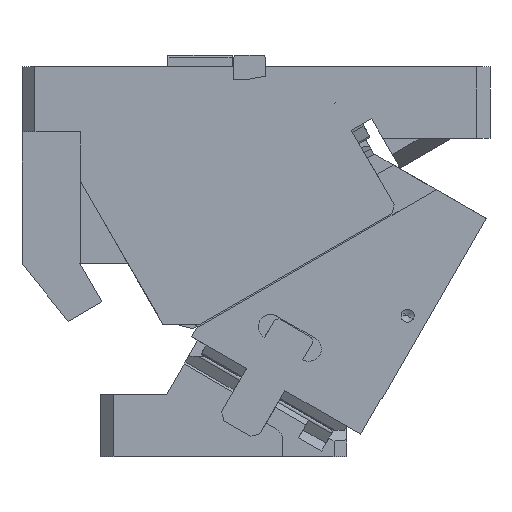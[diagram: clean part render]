
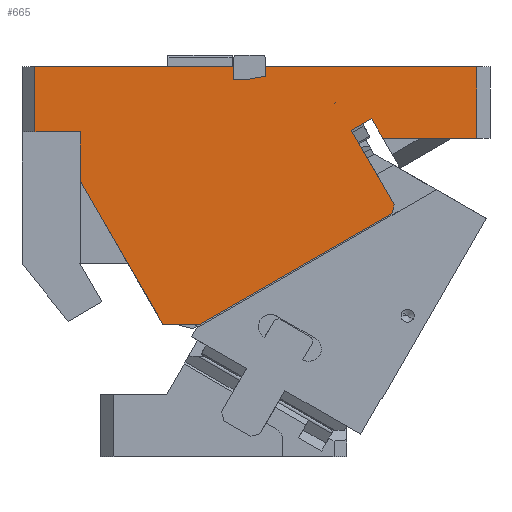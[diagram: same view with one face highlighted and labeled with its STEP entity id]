
A CAD part, front view. The second image highlights one B-rep face of the part: STEP entity #665.
In plain terms, the highlighted planar face has unit normal (0, -1, 0).
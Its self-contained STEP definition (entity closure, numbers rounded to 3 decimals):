
#255=CARTESIAN_POINT('Line Origine',(-275.,-110.,135.929)) ;
#259=CARTESIAN_POINT('Vertex',(-275.,-110.,116.859)) ;
#261=CARTESIAN_POINT('Vertex',(-275.,-110.,155.)) ;
#446=CARTESIAN_POINT('Vertex',(-211.668,-110.,7.165)) ;
#449=CARTESIAN_POINT('Line Origine',(-243.334,-110.,62.012)) ;
#496=CARTESIAN_POINT('Axis2P3D Location',(40.,-110.,155.)) ;
#501=CARTESIAN_POINT('Line Origine',(-108.957,-110.,49.585)) ;
#505=CARTESIAN_POINT('Vertex',(-182.431,-110.,7.165)) ;
#507=CARTESIAN_POINT('Vertex',(-35.484,-110.,92.005)) ;
#510=CARTESIAN_POINT('Line Origine',(-34.569,-110.,95.42)) ;
#514=CARTESIAN_POINT('Vertex',(-33.654,-110.,98.835)) ;
#517=CARTESIAN_POINT('Line Origine',(-50.216,-110.,127.522)) ;
#521=CARTESIAN_POINT('Vertex',(-66.779,-110.,156.209)) ;
#524=CARTESIAN_POINT('Line Origine',(-58.985,-110.,160.709)) ;
#528=CARTESIAN_POINT('Vertex',(-51.19,-110.,165.209)) ;
#531=CARTESIAN_POINT('Line Origine',(-46.8,-110.,157.605)) ;
#535=CARTESIAN_POINT('Vertex',(-42.409,-110.,150.)) ;
#538=CARTESIAN_POINT('Line Origine',(-6.205,-110.,150.)) ;
#542=CARTESIAN_POINT('Vertex',(30.,-110.,150.)) ;
#545=CARTESIAN_POINT('Line Origine',(30.,-110.,177.5)) ;
#549=CARTESIAN_POINT('Vertex',(30.,-110.,205.)) ;
#552=CARTESIAN_POINT('Line Origine',(-51.25,-110.,205.)) ;
#556=CARTESIAN_POINT('Vertex',(-132.5,-110.,205.)) ;
#559=CARTESIAN_POINT('Line Origine',(-132.5,-110.,201.408)) ;
#563=CARTESIAN_POINT('Vertex',(-132.5,-110.,197.817)) ;
#566=CARTESIAN_POINT('Line Origine',(-139.491,-110.,196.584)) ;
#570=CARTESIAN_POINT('Vertex',(-146.483,-110.,195.351)) ;
#573=CARTESIAN_POINT('Line Origine',(-146.787,-110.,195.176)) ;
#577=CARTESIAN_POINT('Vertex',(-147.091,-110.,195.)) ;
#580=CARTESIAN_POINT('Line Origine',(-152.295,-110.,195.)) ;
#584=CARTESIAN_POINT('Vertex',(-157.5,-110.,195.)) ;
#587=CARTESIAN_POINT('Line Origine',(-157.5,-110.,200.)) ;
#591=CARTESIAN_POINT('Vertex',(-157.5,-110.,205.)) ;
#594=CARTESIAN_POINT('Line Origine',(-233.75,-110.,205.)) ;
#598=CARTESIAN_POINT('Vertex',(-310.,-110.,205.)) ;
#601=CARTESIAN_POINT('Line Origine',(-310.,-110.,180.)) ;
#605=CARTESIAN_POINT('Vertex',(-310.,-110.,155.)) ;
#608=CARTESIAN_POINT('Line Origine',(-292.5,-110.,155.)) ;
#613=CARTESIAN_POINT('Line Origine',(-197.049,-110.,7.165)) ;
#639=CARTESIAN_POINT('Line Origine',(-79.12,-110.,177.085)) ;
#643=CARTESIAN_POINT('Vertex',(-79.337,-110.,176.96)) ;
#645=CARTESIAN_POINT('Vertex',(-78.904,-110.,177.21)) ;
#648=CARTESIAN_POINT('Line Origine',(-79.245,-110.,177.302)) ;
#652=CARTESIAN_POINT('Vertex',(-79.154,-110.,177.643)) ;
#655=CARTESIAN_POINT('Line Origine',(-79.029,-110.,177.427)) ;
#256=DIRECTION('Vector Direction',(0.,0.,1.)) ;
#450=DIRECTION('Vector Direction',(-0.5,0.,0.866)) ;
#497=DIRECTION('Axis2P3D Direction',(0.,1.,0.)) ;
#498=DIRECTION('Axis2P3D XDirection',(-1.,0.,0.)) ;
#502=DIRECTION('Vector Direction',(0.866,0.,0.5)) ;
#511=DIRECTION('Vector Direction',(0.259,0.,0.966)) ;
#518=DIRECTION('Vector Direction',(0.5,0.,-0.866)) ;
#525=DIRECTION('Vector Direction',(-0.866,0.,-0.5)) ;
#532=DIRECTION('Vector Direction',(0.5,0.,-0.866)) ;
#539=DIRECTION('Vector Direction',(1.,0.,0.)) ;
#546=DIRECTION('Vector Direction',(0.,0.,1.)) ;
#553=DIRECTION('Vector Direction',(-1.,0.,0.)) ;
#560=DIRECTION('Vector Direction',(0.,0.,-1.)) ;
#567=DIRECTION('Vector Direction',(0.985,0.,0.174)) ;
#574=DIRECTION('Vector Direction',(0.866,0.,0.5)) ;
#581=DIRECTION('Vector Direction',(1.,0.,0.)) ;
#588=DIRECTION('Vector Direction',(0.,0.,1.)) ;
#595=DIRECTION('Vector Direction',(-1.,0.,0.)) ;
#602=DIRECTION('Vector Direction',(0.,0.,-1.)) ;
#609=DIRECTION('Vector Direction',(1.,0.,0.)) ;
#614=DIRECTION('Vector Direction',(-1.,0.,0.)) ;
#640=DIRECTION('Vector Direction',(0.866,0.,0.5)) ;
#649=DIRECTION('Vector Direction',(-0.259,0.,-0.966)) ;
#656=DIRECTION('Vector Direction',(-0.5,0.,0.866)) ;
#499=AXIS2_PLACEMENT_3D('Plane Axis2P3D',#496,#497,#498) ;
#619=ORIENTED_EDGE('',*,*,#509,.T.) ;
#620=ORIENTED_EDGE('',*,*,#516,.T.) ;
#621=ORIENTED_EDGE('',*,*,#523,.F.) ;
#622=ORIENTED_EDGE('',*,*,#530,.F.) ;
#623=ORIENTED_EDGE('',*,*,#537,.T.) ;
#624=ORIENTED_EDGE('',*,*,#544,.T.) ;
#625=ORIENTED_EDGE('',*,*,#551,.T.) ;
#626=ORIENTED_EDGE('',*,*,#558,.T.) ;
#627=ORIENTED_EDGE('',*,*,#565,.T.) ;
#628=ORIENTED_EDGE('',*,*,#572,.F.) ;
#629=ORIENTED_EDGE('',*,*,#579,.F.) ;
#630=ORIENTED_EDGE('',*,*,#586,.F.) ;
#631=ORIENTED_EDGE('',*,*,#593,.T.) ;
#632=ORIENTED_EDGE('',*,*,#600,.T.) ;
#633=ORIENTED_EDGE('',*,*,#607,.T.) ;
#634=ORIENTED_EDGE('',*,*,#612,.T.) ;
#635=ORIENTED_EDGE('',*,*,#263,.F.) ;
#636=ORIENTED_EDGE('',*,*,#453,.F.) ;
#637=ORIENTED_EDGE('',*,*,#617,.F.) ;
#661=ORIENTED_EDGE('',*,*,#647,.F.) ;
#662=ORIENTED_EDGE('',*,*,#654,.F.) ;
#663=ORIENTED_EDGE('',*,*,#659,.F.) ;
#664=FACE_BOUND('',#660,.T.) ;
#257=VECTOR('Line Direction',#256,1.) ;
#451=VECTOR('Line Direction',#450,1.) ;
#503=VECTOR('Line Direction',#502,1.) ;
#512=VECTOR('Line Direction',#511,1.) ;
#519=VECTOR('Line Direction',#518,1.) ;
#526=VECTOR('Line Direction',#525,1.) ;
#533=VECTOR('Line Direction',#532,1.) ;
#540=VECTOR('Line Direction',#539,1.) ;
#547=VECTOR('Line Direction',#546,1.) ;
#554=VECTOR('Line Direction',#553,1.) ;
#561=VECTOR('Line Direction',#560,1.) ;
#568=VECTOR('Line Direction',#567,1.) ;
#575=VECTOR('Line Direction',#574,1.) ;
#582=VECTOR('Line Direction',#581,1.) ;
#589=VECTOR('Line Direction',#588,1.) ;
#596=VECTOR('Line Direction',#595,1.) ;
#603=VECTOR('Line Direction',#602,1.) ;
#610=VECTOR('Line Direction',#609,1.) ;
#615=VECTOR('Line Direction',#614,1.) ;
#641=VECTOR('Line Direction',#640,1.) ;
#650=VECTOR('Line Direction',#649,1.) ;
#657=VECTOR('Line Direction',#656,1.) ;
#665=ADVANCED_FACE('CAM HOLDER',(#638,#664),#500,.F.) ;
#263=EDGE_CURVE('',#260,#262,#258,.T.) ;
#453=EDGE_CURVE('',#447,#260,#452,.T.) ;
#509=EDGE_CURVE('',#506,#508,#504,.T.) ;
#516=EDGE_CURVE('',#508,#515,#513,.T.) ;
#523=EDGE_CURVE('',#522,#515,#520,.T.) ;
#530=EDGE_CURVE('',#529,#522,#527,.T.) ;
#537=EDGE_CURVE('',#529,#536,#534,.T.) ;
#544=EDGE_CURVE('',#536,#543,#541,.T.) ;
#551=EDGE_CURVE('',#543,#550,#548,.T.) ;
#558=EDGE_CURVE('',#550,#557,#555,.T.) ;
#565=EDGE_CURVE('',#557,#564,#562,.T.) ;
#572=EDGE_CURVE('',#571,#564,#569,.T.) ;
#579=EDGE_CURVE('',#578,#571,#576,.T.) ;
#586=EDGE_CURVE('',#585,#578,#583,.T.) ;
#593=EDGE_CURVE('',#585,#592,#590,.T.) ;
#600=EDGE_CURVE('',#592,#599,#597,.T.) ;
#607=EDGE_CURVE('',#599,#606,#604,.T.) ;
#612=EDGE_CURVE('',#606,#262,#611,.T.) ;
#617=EDGE_CURVE('',#506,#447,#616,.T.) ;
#647=EDGE_CURVE('',#644,#646,#642,.T.) ;
#654=EDGE_CURVE('',#653,#644,#651,.T.) ;
#659=EDGE_CURVE('',#646,#653,#658,.T.) ;
#618=EDGE_LOOP('',(#619,#620,#621,#622,#623,#624,#625,#626,#627,#628,#629,#630,#631,#632,#633,#634,#635,#636,#637)) ;
#660=EDGE_LOOP('',(#661,#662,#663)) ;
#638=FACE_OUTER_BOUND('',#618,.T.) ;
#258=LINE('Line',#255,#257) ;
#452=LINE('Line',#449,#451) ;
#504=LINE('Line',#501,#503) ;
#513=LINE('Line',#510,#512) ;
#520=LINE('Line',#517,#519) ;
#527=LINE('Line',#524,#526) ;
#534=LINE('Line',#531,#533) ;
#541=LINE('Line',#538,#540) ;
#548=LINE('Line',#545,#547) ;
#555=LINE('Line',#552,#554) ;
#562=LINE('Line',#559,#561) ;
#569=LINE('Line',#566,#568) ;
#576=LINE('Line',#573,#575) ;
#583=LINE('Line',#580,#582) ;
#590=LINE('Line',#587,#589) ;
#597=LINE('Line',#594,#596) ;
#604=LINE('Line',#601,#603) ;
#611=LINE('Line',#608,#610) ;
#616=LINE('Line',#613,#615) ;
#642=LINE('Line',#639,#641) ;
#651=LINE('Line',#648,#650) ;
#658=LINE('Line',#655,#657) ;
#500=PLANE('Plane',#499) ;
#260=VERTEX_POINT('',#259) ;
#262=VERTEX_POINT('',#261) ;
#447=VERTEX_POINT('',#446) ;
#506=VERTEX_POINT('',#505) ;
#508=VERTEX_POINT('',#507) ;
#515=VERTEX_POINT('',#514) ;
#522=VERTEX_POINT('',#521) ;
#529=VERTEX_POINT('',#528) ;
#536=VERTEX_POINT('',#535) ;
#543=VERTEX_POINT('',#542) ;
#550=VERTEX_POINT('',#549) ;
#557=VERTEX_POINT('',#556) ;
#564=VERTEX_POINT('',#563) ;
#571=VERTEX_POINT('',#570) ;
#578=VERTEX_POINT('',#577) ;
#585=VERTEX_POINT('',#584) ;
#592=VERTEX_POINT('',#591) ;
#599=VERTEX_POINT('',#598) ;
#606=VERTEX_POINT('',#605) ;
#644=VERTEX_POINT('',#643) ;
#646=VERTEX_POINT('',#645) ;
#653=VERTEX_POINT('',#652) ;
